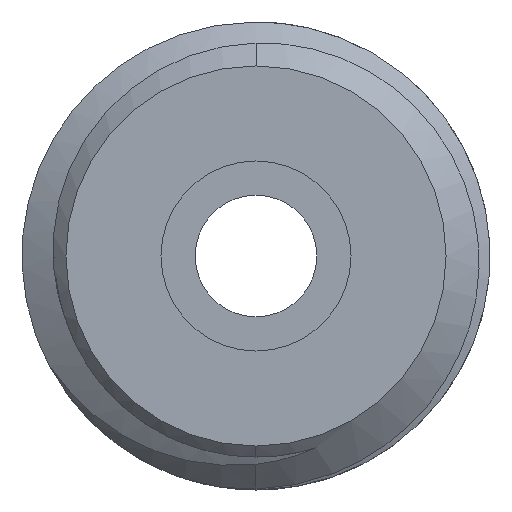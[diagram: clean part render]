
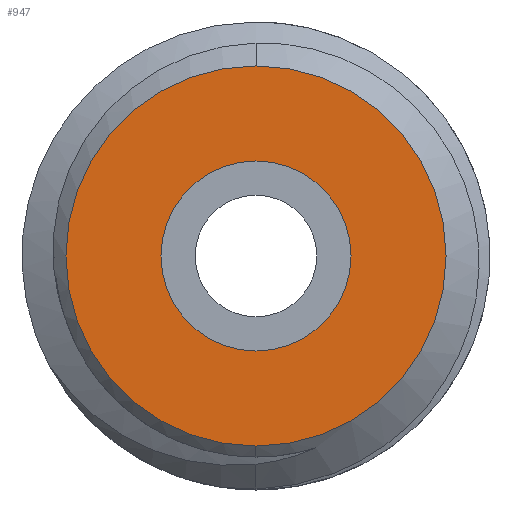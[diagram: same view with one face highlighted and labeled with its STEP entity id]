
A CAD part, left-side view. The second image highlights one B-rep face of the part: STEP entity #947.
In plain terms, the highlighted planar face has unit normal (-1, 0, 0).
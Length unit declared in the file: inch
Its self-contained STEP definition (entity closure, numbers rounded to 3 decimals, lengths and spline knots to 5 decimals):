
#41 = DIRECTION ( 'NONE',  ( 0., 0., -1. ) ) ;
#197 = VERTEX_POINT ( 'NONE', #2505 ) ;
#257 = AXIS2_PLACEMENT_3D ( 'NONE', #1860, #1060, #1873 ) ;
#314 = DIRECTION ( 'NONE',  ( 0., 0., -1. ) ) ;
#325 = EDGE_CURVE ( 'NONE', #1144, #2199, #1608, .T. ) ;
#353 = AXIS2_PLACEMENT_3D ( 'NONE', #599, #2754, #41 ) ;
#372 = FACE_OUTER_BOUND ( 'NONE', #3140, .T. ) ;
#379 = VERTEX_POINT ( 'NONE', #2550 ) ;
#599 = CARTESIAN_POINT ( 'NONE',  ( 0., 0., 0. ) ) ;
#836 = ORIENTED_EDGE ( 'NONE', *, *, #2497, .F. ) ;
#842 = ORIENTED_EDGE ( 'NONE', *, *, #2789, .T. ) ;
#947 = ADVANCED_FACE ( 'NONE', ( #3527, #372 ), #2948, .T. ) ;
#1060 = DIRECTION ( 'NONE',  ( -1., 0., 0. ) ) ;
#1123 = CIRCLE ( 'NONE', #3503, 0.125 ) ;
#1144 = VERTEX_POINT ( 'NONE', #2861 ) ;
#1165 = CIRCLE ( 'NONE', #353, 0.0625 ) ;
#1276 = AXIS2_PLACEMENT_3D ( 'NONE', #3089, #2531, #3392 ) ;
#1338 = CIRCLE ( 'NONE', #2946, 0.0625 ) ;
#1608 = CIRCLE ( 'NONE', #1276, 0.125 ) ;
#1860 = CARTESIAN_POINT ( 'NONE',  ( 0., 0.125, 0. ) ) ;
#1873 = DIRECTION ( 'NONE',  ( 0., 0., 1. ) ) ;
#1904 = DIRECTION ( 'NONE',  ( 1., 0., 0. ) ) ;
#2082 = EDGE_CURVE ( 'NONE', #197, #379, #1165, .T. ) ;
#2105 = ORIENTED_EDGE ( 'NONE', *, *, #2082, .T. ) ;
#2199 = VERTEX_POINT ( 'NONE', #2289 ) ;
#2289 = CARTESIAN_POINT ( 'NONE',  ( 0., 0., 0.125 ) ) ;
#2367 = ORIENTED_EDGE ( 'NONE', *, *, #325, .F. ) ;
#2456 = DIRECTION ( 'NONE',  ( 1., 0., 0. ) ) ;
#2478 = CARTESIAN_POINT ( 'NONE',  ( 0., 0., 0. ) ) ;
#2497 = EDGE_CURVE ( 'NONE', #2199, #1144, #1123, .T. ) ;
#2505 = CARTESIAN_POINT ( 'NONE',  ( 0., 0., 0.0625 ) ) ;
#2531 = DIRECTION ( 'NONE',  ( 1., 0., 0. ) ) ;
#2550 = CARTESIAN_POINT ( 'NONE',  ( 0., 0., -0.0625 ) ) ;
#2754 = DIRECTION ( 'NONE',  ( 1., 0., 0. ) ) ;
#2789 = EDGE_CURVE ( 'NONE', #379, #197, #1338, .T. ) ;
#2861 = CARTESIAN_POINT ( 'NONE',  ( 0., 0., -0.125 ) ) ;
#2883 = EDGE_LOOP ( 'NONE', ( #842, #2105 ) ) ;
#2946 = AXIS2_PLACEMENT_3D ( 'NONE', #3525, #1904, #2970 ) ;
#2948 = PLANE ( 'NONE',  #257 ) ;
#2970 = DIRECTION ( 'NONE',  ( 0., 0., -1. ) ) ;
#3089 = CARTESIAN_POINT ( 'NONE',  ( 0., 0., 0. ) ) ;
#3140 = EDGE_LOOP ( 'NONE', ( #2367, #836 ) ) ;
#3392 = DIRECTION ( 'NONE',  ( 0., 0., -1. ) ) ;
#3503 = AXIS2_PLACEMENT_3D ( 'NONE', #2478, #2456, #314 ) ;
#3525 = CARTESIAN_POINT ( 'NONE',  ( 0., 0., 0. ) ) ;
#3527 = FACE_BOUND ( 'NONE', #2883, .T. ) ;
